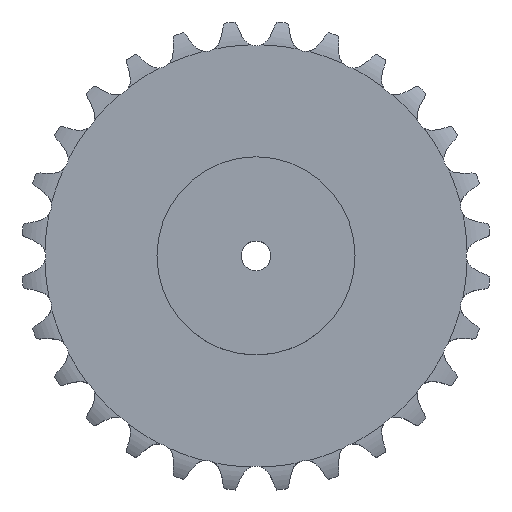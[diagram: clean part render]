
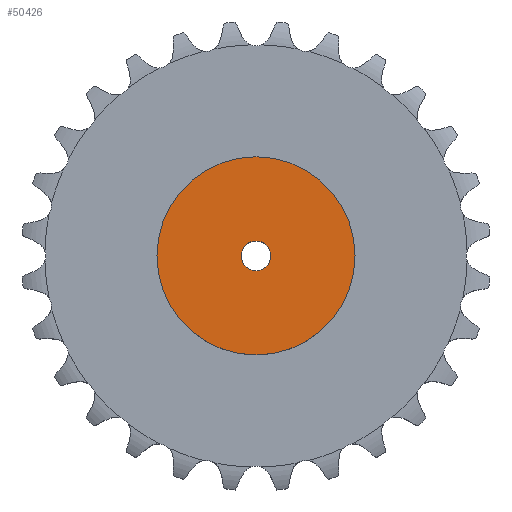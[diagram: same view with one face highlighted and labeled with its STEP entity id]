
A CAD part, top view. The second image highlights one B-rep face of the part: STEP entity #50426.
In plain terms, the highlighted planar face has unit normal (0, 0, 1).
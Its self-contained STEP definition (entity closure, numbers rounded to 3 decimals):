
#26861 = CYLINDRICAL_SURFACE('',#26862,15.);
#26862 = AXIS2_PLACEMENT_3D('',#26863,#26864,#26865);
#26863 = CARTESIAN_POINT('',(0.,0.,725.002));
#26864 = DIRECTION('',(0.,0.,1.));
#26865 = DIRECTION('',(1.,0.,0.));
#34105 = EDGE_CURVE('',#34106,#34106,#34108,.T.);
#34106 = VERTEX_POINT('',#34107);
#34107 = CARTESIAN_POINT('',(15.,0.,120.));
#34108 = SURFACE_CURVE('',#34109,(#34114,#34121),.PCURVE_S1.);
#34109 = CIRCLE('',#34110,15.);
#34110 = AXIS2_PLACEMENT_3D('',#34111,#34112,#34113);
#34111 = CARTESIAN_POINT('',(0.,0.,120.));
#34112 = DIRECTION('',(0.,0.,1.));
#34113 = DIRECTION('',(1.,0.,0.));
#34114 = PCURVE('',#26861,#34115);
#34115 = DEFINITIONAL_REPRESENTATION('',(#34116),#34120);
#34116 = LINE('',#34117,#34118);
#34117 = CARTESIAN_POINT('',(0.,-605.002));
#34118 = VECTOR('',#34119,1.);
#34119 = DIRECTION('',(1.,0.));
#34120 = ( GEOMETRIC_REPRESENTATION_CONTEXT(2) 
PARAMETRIC_REPRESENTATION_CONTEXT() REPRESENTATION_CONTEXT('2D SPACE',''
  ) );
#34121 = PCURVE('',#34122,#34127);
#34122 = PLANE('',#34123);
#34123 = AXIS2_PLACEMENT_3D('',#34124,#34125,#34126);
#34124 = CARTESIAN_POINT('',(0.,0.,120.
    ));
#34125 = DIRECTION('',(0.,0.,1.));
#34126 = DIRECTION('',(1.,0.,0.));
#34127 = DEFINITIONAL_REPRESENTATION('',(#34128),#34132);
#34128 = CIRCLE('',#34129,15.);
#34129 = AXIS2_PLACEMENT_2D('',#34130,#34131);
#34130 = CARTESIAN_POINT('',(0.,0.));
#34131 = DIRECTION('',(1.,0.));
#34132 = ( GEOMETRIC_REPRESENTATION_CONTEXT(2) 
PARAMETRIC_REPRESENTATION_CONTEXT() REPRESENTATION_CONTEXT('2D SPACE',''
  ) );
#50426 = ADVANCED_FACE('',(#50427,#50458),#34122,.T.);
#50427 = FACE_BOUND('',#50428,.T.);
#50428 = EDGE_LOOP('',(#50429));
#50429 = ORIENTED_EDGE('',*,*,#50430,.T.);
#50430 = EDGE_CURVE('',#50431,#50431,#50433,.T.);
#50431 = VERTEX_POINT('',#50432);
#50432 = CARTESIAN_POINT('',(100.,0.,120.));
#50433 = SURFACE_CURVE('',#50434,(#50439,#50446),.PCURVE_S1.);
#50434 = CIRCLE('',#50435,100.);
#50435 = AXIS2_PLACEMENT_3D('',#50436,#50437,#50438);
#50436 = CARTESIAN_POINT('',(0.,0.,120.));
#50437 = DIRECTION('',(0.,0.,1.));
#50438 = DIRECTION('',(1.,0.,0.));
#50439 = PCURVE('',#34122,#50440);
#50440 = DEFINITIONAL_REPRESENTATION('',(#50441),#50445);
#50441 = CIRCLE('',#50442,100.);
#50442 = AXIS2_PLACEMENT_2D('',#50443,#50444);
#50443 = CARTESIAN_POINT('',(0.,0.));
#50444 = DIRECTION('',(1.,0.));
#50445 = ( GEOMETRIC_REPRESENTATION_CONTEXT(2) 
PARAMETRIC_REPRESENTATION_CONTEXT() REPRESENTATION_CONTEXT('2D SPACE',''
  ) );
#50446 = PCURVE('',#50447,#50452);
#50447 = CYLINDRICAL_SURFACE('',#50448,100.);
#50448 = AXIS2_PLACEMENT_3D('',#50449,#50450,#50451);
#50449 = CARTESIAN_POINT('',(0.,0.,0.));
#50450 = DIRECTION('',(-0.,-0.,-1.));
#50451 = DIRECTION('',(1.,0.,0.));
#50452 = DEFINITIONAL_REPRESENTATION('',(#50453),#50457);
#50453 = LINE('',#50454,#50455);
#50454 = CARTESIAN_POINT('',(-0.,-120.));
#50455 = VECTOR('',#50456,1.);
#50456 = DIRECTION('',(-1.,0.));
#50457 = ( GEOMETRIC_REPRESENTATION_CONTEXT(2) 
PARAMETRIC_REPRESENTATION_CONTEXT() REPRESENTATION_CONTEXT('2D SPACE',''
  ) );
#50458 = FACE_BOUND('',#50459,.T.);
#50459 = EDGE_LOOP('',(#50460));
#50460 = ORIENTED_EDGE('',*,*,#34105,.F.);
